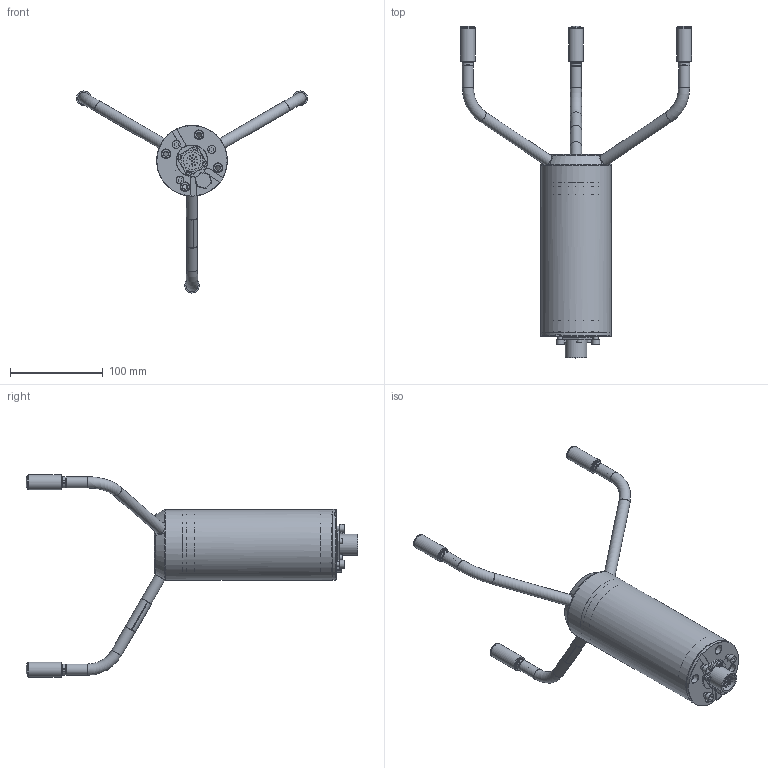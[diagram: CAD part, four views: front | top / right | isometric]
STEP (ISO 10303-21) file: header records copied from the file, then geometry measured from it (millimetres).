
FILE_DESCRIPTION(/* description */ (''),/* implementation_level */ '2;1');
FILE_NAME(/* name */ 'WSS750_20220211.stp',/* time_stamp */ '2022-02-11T10:41:39+01:00',/* author */ ('rsj'),/* organization */ (''),/* preprocessor_version */ 'ST-DEVELOPER v18.1',/* originating_system */ 'Autodesk Inventor 2022',/* authorisation */ '');
FILE_SCHEMA (('AUTOMOTIVE_DESIGN { 1 0 10303 214 3 1 1 }'));
Length unit declared in the file: millimetre
Products named in the file (1): WSS750_merged
Bounding box: 248.88 x 357.5 x 217.66 mm (x, y, z)
Volume: 179082.5 mm3; surface area: 168428.9 mm2
Topology: 4 solids, 18 shells, 667 faces, 1353 edges, 863 vertices
Faces by surface type: plane 298, cylinder 214, cone 99, torus 52, sphere 4
Full cylindrical faces by diameter (mm): 1 x34, 2 x17, 2.5 x6, 3 x4, 3.2 x4, 4.2 x3, 5 x3, 5.2 x4, 5.3 x4, 6 x3, 7.2 x1, 7.5 x3, 7.6 x9, 8 x3, 8.5 x6, 9 x4, 9.4 x12, 10 x13, 10.5 x1, 10.7 x3, 11.6 x3, 12 x10, 12.7 x3, 14 x1, 15.18 x1, 15.5 x3, 15.875 x3, 20 x1, 23 x1, 63.1 x1
Entity records: 18804 total; most frequent: CARTESIAN_POINT 3381, DIRECTION 3376, ORIENTED_EDGE 2694, AXIS2_PLACEMENT_3D 1399, EDGE_CURVE 1347, VERTEX_POINT 863, EDGE_LOOP 840, CIRCLE 715
